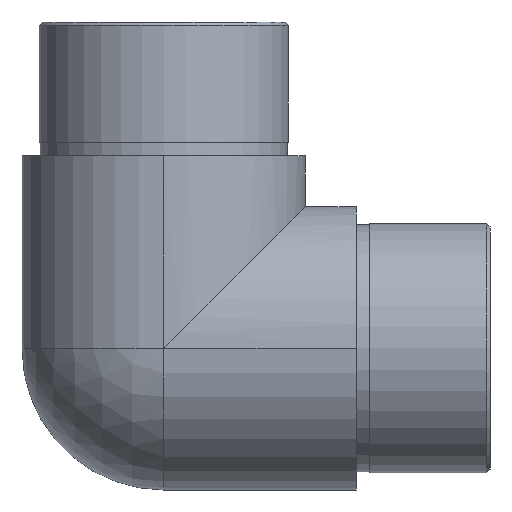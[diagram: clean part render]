
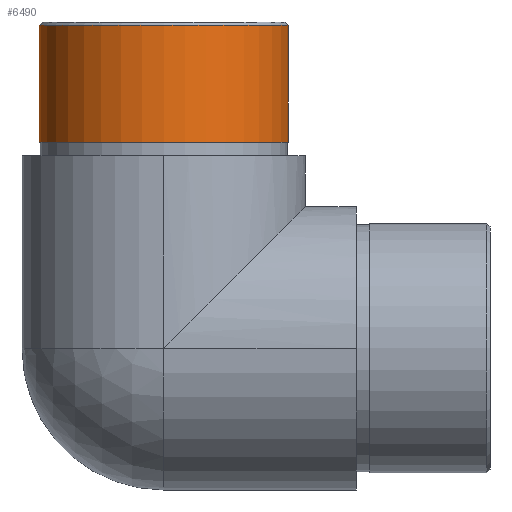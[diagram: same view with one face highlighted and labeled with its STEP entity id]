
A CAD part, left-side view. The second image highlights one B-rep face of the part: STEP entity #6490.
In plain terms, the highlighted cylindrical face has radius 18.65 mm (diameter 37.3 mm), a full revolution.
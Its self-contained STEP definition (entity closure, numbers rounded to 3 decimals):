
#525 = FACE_OUTER_BOUND ( 'NONE', #3962, .T. ) ;
#643 = CIRCLE ( 'NONE', #8509, 18.65 ) ;
#813 = ORIENTED_EDGE ( 'NONE', *, *, #9132, .T. ) ;
#1425 = DIRECTION ( 'NONE',  ( 0., 0., 1. ) ) ;
#1628 = CARTESIAN_POINT ( 'NONE',  ( 18.65, 28.8, 69.5 ) ) ;
#3231 = ORIENTED_EDGE ( 'NONE', *, *, #3933, .T. ) ;
#3602 = DIRECTION ( 'NONE',  ( 0., 0., -1. ) ) ;
#3641 = CARTESIAN_POINT ( 'NONE',  ( 0., 28.8, 69.5 ) ) ;
#3933 = EDGE_CURVE ( 'NONE', #5049, #5049, #8575, .T. ) ;
#3962 = EDGE_LOOP ( 'NONE', ( #813 ) ) ;
#5049 = VERTEX_POINT ( 'NONE', #10189 ) ;
#6233 = DIRECTION ( 'NONE',  ( 1., 0., 0. ) ) ;
#6490 = ADVANCED_FACE ( 'NONE', ( #525, #11244 ), #10781, .T. ) ;
#7127 = CARTESIAN_POINT ( 'NONE',  ( 0., 28.8, 70. ) ) ;
#8043 = DIRECTION ( 'NONE',  ( 0., 0., -1. ) ) ;
#8509 = AXIS2_PLACEMENT_3D ( 'NONE', #3641, #3602, #10218 ) ;
#8575 = CIRCLE ( 'NONE', #9596, 18.65 ) ;
#9132 = EDGE_CURVE ( 'NONE', #10124, #10124, #643, .T. ) ;
#9596 = AXIS2_PLACEMENT_3D ( 'NONE', #9933, #1425, #6233 ) ;
#9933 = CARTESIAN_POINT ( 'NONE',  ( 0., 28.8, 52. ) ) ;
#10124 = VERTEX_POINT ( 'NONE', #1628 ) ;
#10189 = CARTESIAN_POINT ( 'NONE',  ( 18.65, 28.8, 52. ) ) ;
#10218 = DIRECTION ( 'NONE',  ( 1., 0., 0. ) ) ;
#10409 = DIRECTION ( 'NONE',  ( -1., 0., 0. ) ) ;
#10594 = AXIS2_PLACEMENT_3D ( 'NONE', #7127, #8043, #10409 ) ;
#10781 = CYLINDRICAL_SURFACE ( 'NONE', #10594, 18.65 ) ;
#11244 = FACE_OUTER_BOUND ( 'NONE', #12333, .T. ) ;
#12333 = EDGE_LOOP ( 'NONE', ( #3231 ) ) ;
